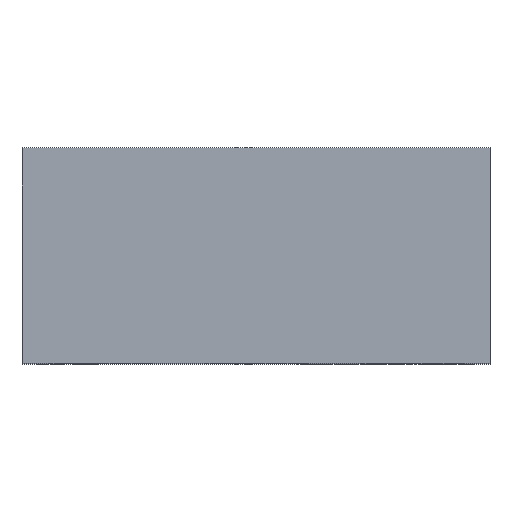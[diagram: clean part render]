
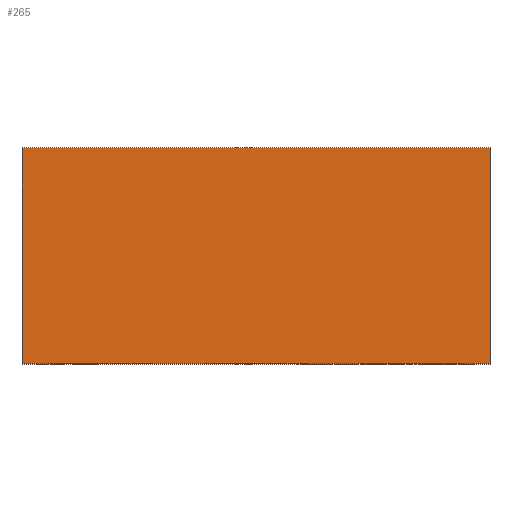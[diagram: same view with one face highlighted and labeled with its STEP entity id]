
A CAD part, top view. The second image highlights one B-rep face of the part: STEP entity #265.
In plain terms, the highlighted planar face has unit normal (0, 0, 1).
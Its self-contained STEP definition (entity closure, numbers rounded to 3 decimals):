
#265 = ADVANCED_FACE( '', ( #635 ), #636, .T. );
#635 = FACE_OUTER_BOUND( '', #1152, .T. );
#636 = PLANE( '', #1153 );
#1152 = EDGE_LOOP( '', ( #2165, #2166, #2167, #2168 ) );
#1153 = AXIS2_PLACEMENT_3D( '', #2169, #2170, #2171 );
#2165 = ORIENTED_EDGE( '', *, *, #3540, .F. );
#2166 = ORIENTED_EDGE( '', *, *, #3541, .F. );
#2167 = ORIENTED_EDGE( '', *, *, #3542, .T. );
#2168 = ORIENTED_EDGE( '', *, *, #3349, .T. );
#2169 = CARTESIAN_POINT( '', ( 75., 69., 75. ) );
#2170 = DIRECTION( '', ( 0., 0., 1. ) );
#2171 = DIRECTION( '', ( 1., 0., 0. ) );
#3349 = EDGE_CURVE( '', #3832, #3829, #3833, .T. );
#3540 = EDGE_CURVE( '', #4150, #3829, #4151, .T. );
#3541 = EDGE_CURVE( '', #4152, #4150, #4153, .T. );
#3542 = EDGE_CURVE( '', #4152, #3832, #4154, .T. );
#3829 = VERTEX_POINT( '', #4536 );
#3832 = VERTEX_POINT( '', #4540 );
#3833 = LINE( '', #4541, #4542 );
#4150 = VERTEX_POINT( '', #5619 );
#4151 = LINE( '', #5620, #5621 );
#4152 = VERTEX_POINT( '', #5622 );
#4153 = LINE( '', #5623, #5624 );
#4154 = LINE( '', #5625, #5626 );
#4536 = CARTESIAN_POINT( '', ( -75., 0., 75. ) );
#4540 = CARTESIAN_POINT( '', ( -75., 69., 75. ) );
#4541 = CARTESIAN_POINT( '', ( -75., 69., 75. ) );
#4542 = VECTOR( '', #6642, 1000. );
#5619 = CARTESIAN_POINT( '', ( 75., 0., 75. ) );
#5620 = CARTESIAN_POINT( '', ( 75., 0., 75. ) );
#5621 = VECTOR( '', #6801, 1000. );
#5622 = CARTESIAN_POINT( '', ( 75., 69., 75. ) );
#5623 = CARTESIAN_POINT( '', ( 75., 69., 75. ) );
#5624 = VECTOR( '', #6802, 1000. );
#5625 = CARTESIAN_POINT( '', ( 75., 69., 75. ) );
#5626 = VECTOR( '', #6803, 1000. );
#6642 = DIRECTION( '', ( 0., -1., 0. ) );
#6801 = DIRECTION( '', ( -1., 0., 0. ) );
#6802 = DIRECTION( '', ( 0., -1., 0. ) );
#6803 = DIRECTION( '', ( -1., 0., 0. ) );
